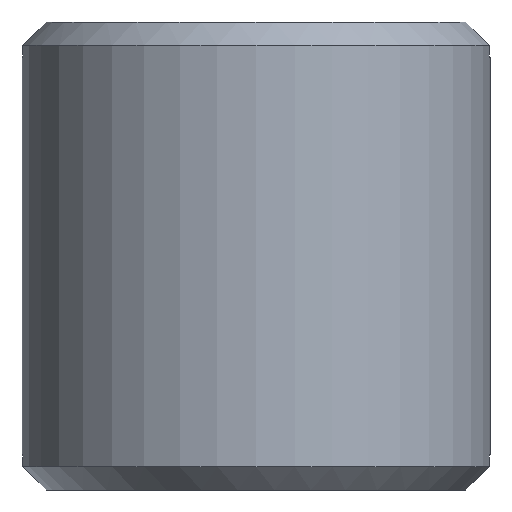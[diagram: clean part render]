
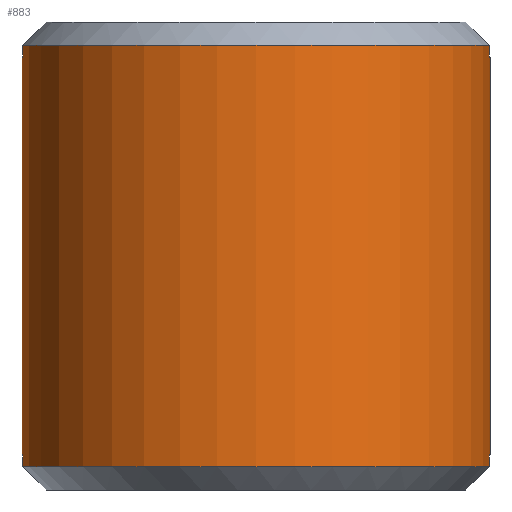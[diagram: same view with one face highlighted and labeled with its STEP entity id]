
A CAD part, front view. The second image highlights one B-rep face of the part: STEP entity #883.
In plain terms, the highlighted cylindrical face has radius 10 mm (diameter 20 mm), a partial arc.
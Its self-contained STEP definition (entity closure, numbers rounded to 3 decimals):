
#5 = VECTOR ( 'NONE', #871, 1000. ) ;
#13 = ORIENTED_EDGE ( 'NONE', *, *, #718, .F. ) ;
#27 = AXIS2_PLACEMENT_3D ( 'NONE', #136, #406, #470 ) ;
#35 = ORIENTED_EDGE ( 'NONE', *, *, #545, .T. ) ;
#37 = DIRECTION ( 'NONE',  ( 0., 0., -1. ) ) ;
#39 = DIRECTION ( 'NONE',  ( 1., 0., 0. ) ) ;
#42 = DIRECTION ( 'NONE',  ( 1., 0., 0. ) ) ;
#45 = CARTESIAN_POINT ( 'NONE',  ( 0., 0., -18.5 ) ) ;
#71 = EDGE_CURVE ( 'NONE', #182, #121, #97, .T. ) ;
#72 = VECTOR ( 'NONE', #37, 1000. ) ;
#77 = DIRECTION ( 'NONE',  ( 0., 0., -1. ) ) ;
#95 = CARTESIAN_POINT ( 'NONE',  ( -9.972, -0.75, -1. ) ) ;
#97 = CIRCLE ( 'NONE', #210, 10. ) ;
#99 = EDGE_CURVE ( 'NONE', #121, #649, #275, .T. ) ;
#118 = ORIENTED_EDGE ( 'NONE', *, *, #99, .T. ) ;
#121 = VERTEX_POINT ( 'NONE', #600 ) ;
#136 = CARTESIAN_POINT ( 'NONE',  ( 0., 0., -1. ) ) ;
#155 = CARTESIAN_POINT ( 'NONE',  ( 10., 0., 0. ) ) ;
#162 = CARTESIAN_POINT ( 'NONE',  ( -10., 0., 0. ) ) ;
#182 = VERTEX_POINT ( 'NONE', #583 ) ;
#191 = LINE ( 'NONE', #428, #737 ) ;
#192 = EDGE_CURVE ( 'NONE', #705, #829, #353, .T. ) ;
#194 = CARTESIAN_POINT ( 'NONE',  ( 0., 0., -1.5 ) ) ;
#210 = AXIS2_PLACEMENT_3D ( 'NONE', #394, #435, #39 ) ;
#219 = DIRECTION ( 'NONE',  ( 0., 0., -1. ) ) ;
#221 = DIRECTION ( 'NONE',  ( 0., 0., 1. ) ) ;
#231 = CARTESIAN_POINT ( 'NONE',  ( 0., 0., -1.5 ) ) ;
#258 = LINE ( 'NONE', #818, #72 ) ;
#268 = VERTEX_POINT ( 'NONE', #729 ) ;
#274 = DIRECTION ( 'NONE',  ( 0., 1., 0. ) ) ;
#275 = LINE ( 'NONE', #155, #633 ) ;
#277 = DIRECTION ( 'NONE',  ( 0., 0., -1. ) ) ;
#278 = CARTESIAN_POINT ( 'NONE',  ( -9.972, -0.75, -1.5 ) ) ;
#279 = DIRECTION ( 'NONE',  ( 0., 0., 1. ) ) ;
#280 = VERTEX_POINT ( 'NONE', #732 ) ;
#288 = CARTESIAN_POINT ( 'NONE',  ( -10., 0., -18.5 ) ) ;
#293 = VECTOR ( 'NONE', #277, 1000. ) ;
#300 = ORIENTED_EDGE ( 'NONE', *, *, #619, .T. ) ;
#305 = FACE_OUTER_BOUND ( 'NONE', #709, .T. ) ;
#316 = ORIENTED_EDGE ( 'NONE', *, *, #602, .T. ) ;
#328 = ORIENTED_EDGE ( 'NONE', *, *, #852, .T. ) ;
#331 = CIRCLE ( 'NONE', #484, 10. ) ;
#350 = LINE ( 'NONE', #431, #906 ) ;
#351 = VERTEX_POINT ( 'NONE', #856 ) ;
#353 = LINE ( 'NONE', #162, #5 ) ;
#394 = CARTESIAN_POINT ( 'NONE',  ( 0., 0., -18.5 ) ) ;
#395 = VERTEX_POINT ( 'NONE', #95 ) ;
#406 = DIRECTION ( 'NONE',  ( 0., 0., 1. ) ) ;
#428 = CARTESIAN_POINT ( 'NONE',  ( 9.972, -0.75, 0. ) ) ;
#431 = CARTESIAN_POINT ( 'NONE',  ( 9.972, -0.75, 0. ) ) ;
#435 = DIRECTION ( 'NONE',  ( 0., 0., 1. ) ) ;
#440 = CIRCLE ( 'NONE', #560, 10. ) ;
#470 = DIRECTION ( 'NONE',  ( 1., 0., 0. ) ) ;
#475 = LINE ( 'NONE', #724, #293 ) ;
#480 = CARTESIAN_POINT ( 'NONE',  ( 9.972, -0.75, -1.5 ) ) ;
#481 = DIRECTION ( 'NONE',  ( 1., 0., 0. ) ) ;
#484 = AXIS2_PLACEMENT_3D ( 'NONE', #712, #279, #766 ) ;
#493 = AXIS2_PLACEMENT_3D ( 'NONE', #231, #219, #274 ) ;
#498 = ORIENTED_EDGE ( 'NONE', *, *, #858, .T. ) ;
#541 = CIRCLE ( 'NONE', #544, 10. ) ;
#544 = AXIS2_PLACEMENT_3D ( 'NONE', #194, #77, #748 ) ;
#545 = EDGE_CURVE ( 'NONE', #395, #559, #475, .T. ) ;
#559 = VERTEX_POINT ( 'NONE', #278 ) ;
#560 = AXIS2_PLACEMENT_3D ( 'NONE', #45, #894, #42 ) ;
#569 = VERTEX_POINT ( 'NONE', #480 ) ;
#583 = CARTESIAN_POINT ( 'NONE',  ( 9.972, -0.75, -18.5 ) ) ;
#600 = CARTESIAN_POINT ( 'NONE',  ( 10., 0., -18.5 ) ) ;
#602 = EDGE_CURVE ( 'NONE', #649, #569, #703, .T. ) ;
#606 = DIRECTION ( 'NONE',  ( 0., 0., 1. ) ) ;
#609 = ORIENTED_EDGE ( 'NONE', *, *, #789, .T. ) ;
#619 = EDGE_CURVE ( 'NONE', #280, #268, #258, .T. ) ;
#633 = VECTOR ( 'NONE', #606, 1000. ) ;
#634 = EDGE_CURVE ( 'NONE', #705, #280, #440, .T. ) ;
#649 = VERTEX_POINT ( 'NONE', #672 ) ;
#653 = ORIENTED_EDGE ( 'NONE', *, *, #770, .T. ) ;
#669 = CYLINDRICAL_SURFACE ( 'NONE', #693, 10. ) ;
#672 = CARTESIAN_POINT ( 'NONE',  ( 10., 0., -1.5 ) ) ;
#681 = VERTEX_POINT ( 'NONE', #910 ) ;
#693 = AXIS2_PLACEMENT_3D ( 'NONE', #832, #853, #481 ) ;
#703 = CIRCLE ( 'NONE', #493, 10. ) ;
#705 = VERTEX_POINT ( 'NONE', #288 ) ;
#707 = ORIENTED_EDGE ( 'NONE', *, *, #192, .F. ) ;
#709 = EDGE_LOOP ( 'NONE', ( #707, #823, #300, #328, #653, #901, #118, #316, #609, #13, #35, #498 ) ) ;
#712 = CARTESIAN_POINT ( 'NONE',  ( 0., 0., -19. ) ) ;
#718 = EDGE_CURVE ( 'NONE', #395, #681, #780, .T. ) ;
#724 = CARTESIAN_POINT ( 'NONE',  ( -9.972, -0.75, 0. ) ) ;
#729 = CARTESIAN_POINT ( 'NONE',  ( -9.972, -0.75, -19. ) ) ;
#732 = CARTESIAN_POINT ( 'NONE',  ( -9.972, -0.75, -18.5 ) ) ;
#737 = VECTOR ( 'NONE', #221, 1000. ) ;
#748 = DIRECTION ( 'NONE',  ( 0., 1., 0. ) ) ;
#766 = DIRECTION ( 'NONE',  ( 1., 0., 0. ) ) ;
#769 = DIRECTION ( 'NONE',  ( 0., 0., 1. ) ) ;
#770 = EDGE_CURVE ( 'NONE', #351, #182, #191, .T. ) ;
#780 = CIRCLE ( 'NONE', #27, 10. ) ;
#789 = EDGE_CURVE ( 'NONE', #569, #681, #350, .T. ) ;
#818 = CARTESIAN_POINT ( 'NONE',  ( -9.972, -0.75, 0. ) ) ;
#823 = ORIENTED_EDGE ( 'NONE', *, *, #634, .T. ) ;
#829 = VERTEX_POINT ( 'NONE', #895 ) ;
#832 = CARTESIAN_POINT ( 'NONE',  ( 0., 0., 0. ) ) ;
#852 = EDGE_CURVE ( 'NONE', #268, #351, #331, .T. ) ;
#853 = DIRECTION ( 'NONE',  ( 0., 0., 1. ) ) ;
#856 = CARTESIAN_POINT ( 'NONE',  ( 9.972, -0.75, -19. ) ) ;
#858 = EDGE_CURVE ( 'NONE', #559, #829, #541, .T. ) ;
#871 = DIRECTION ( 'NONE',  ( 0., 0., 1. ) ) ;
#883 = ADVANCED_FACE ( 'NONE', ( #305 ), #669, .T. ) ;
#894 = DIRECTION ( 'NONE',  ( 0., 0., 1. ) ) ;
#895 = CARTESIAN_POINT ( 'NONE',  ( -10., 0., -1.5 ) ) ;
#901 = ORIENTED_EDGE ( 'NONE', *, *, #71, .T. ) ;
#906 = VECTOR ( 'NONE', #769, 1000. ) ;
#910 = CARTESIAN_POINT ( 'NONE',  ( 9.972, -0.75, -1. ) ) ;
